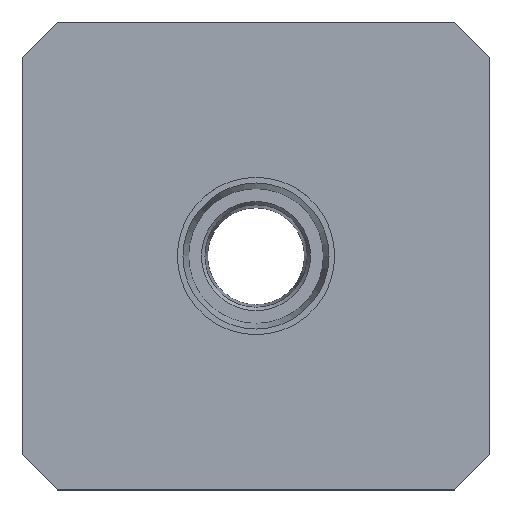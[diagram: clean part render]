
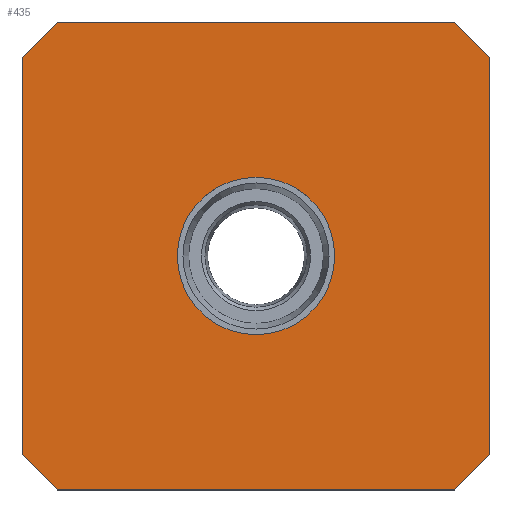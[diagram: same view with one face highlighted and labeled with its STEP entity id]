
A CAD part, top view. The second image highlights one B-rep face of the part: STEP entity #435.
In plain terms, the highlighted planar face has unit normal (0, 0, 1).
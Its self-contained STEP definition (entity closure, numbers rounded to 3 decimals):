
#29=LINE('',#641,#53);
#33=LINE('',#650,#57);
#36=LINE('',#656,#60);
#39=LINE('',#662,#63);
#42=LINE('',#668,#66);
#45=LINE('',#674,#69);
#48=LINE('',#680,#72);
#51=LINE('',#686,#75);
#53=VECTOR('',#512,1000.);
#57=VECTOR('',#518,1000.);
#60=VECTOR('',#523,1000.);
#63=VECTOR('',#528,1000.);
#66=VECTOR('',#533,1000.);
#69=VECTOR('',#538,1000.);
#72=VECTOR('',#543,1000.);
#75=VECTOR('',#548,1000.);
#91=PLANE('',#501);
#175=ORIENTED_EDGE('',*,*,#185,.F.);
#176=ORIENTED_EDGE('',*,*,#186,.T.);
#177=ORIENTED_EDGE('',*,*,#190,.T.);
#178=ORIENTED_EDGE('',*,*,#193,.T.);
#179=ORIENTED_EDGE('',*,*,#196,.T.);
#180=ORIENTED_EDGE('',*,*,#199,.T.);
#181=ORIENTED_EDGE('',*,*,#202,.T.);
#182=ORIENTED_EDGE('',*,*,#205,.T.);
#183=ORIENTED_EDGE('',*,*,#208,.T.);
#185=EDGE_CURVE('',#231,#231,#269,.T.);
#186=EDGE_CURVE('',#232,#233,#29,.T.);
#190=EDGE_CURVE('',#233,#236,#33,.T.);
#193=EDGE_CURVE('',#236,#238,#36,.T.);
#196=EDGE_CURVE('',#238,#240,#39,.T.);
#199=EDGE_CURVE('',#240,#242,#42,.T.);
#202=EDGE_CURVE('',#242,#244,#45,.T.);
#205=EDGE_CURVE('',#244,#246,#48,.T.);
#208=EDGE_CURVE('',#246,#232,#51,.T.);
#231=VERTEX_POINT('',#639);
#232=VERTEX_POINT('',#642);
#233=VERTEX_POINT('',#643);
#236=VERTEX_POINT('',#651);
#238=VERTEX_POINT('',#657);
#240=VERTEX_POINT('',#663);
#242=VERTEX_POINT('',#669);
#244=VERTEX_POINT('',#675);
#246=VERTEX_POINT('',#681);
#269=CIRCLE('',#451,55.5);
#342=EDGE_LOOP('',(#175));
#343=EDGE_LOOP('',(#176,#177,#178,#179,#180,#181,#182,#183));
#396=FACE_BOUND('',#342,.T.);
#397=FACE_BOUND('',#343,.T.);
#435=ADVANCED_FACE('',(#396,#397),#91,.T.);
#451=AXIS2_PLACEMENT_3D('',#638,#508,#509);
#501=AXIS2_PLACEMENT_3D('',#749,#632,#633);
#508=DIRECTION('',(0.,0.,1.));
#509=DIRECTION('',(1.,0.,0.));
#512=DIRECTION('',(0.,-1.,0.));
#518=DIRECTION('',(0.707,-0.707,0.));
#523=DIRECTION('',(1.,0.,0.));
#528=DIRECTION('',(0.707,0.707,0.));
#533=DIRECTION('',(0.,1.,0.));
#538=DIRECTION('',(-0.707,0.707,0.));
#543=DIRECTION('',(-1.,0.,0.));
#548=DIRECTION('',(-0.707,-0.707,0.));
#632=DIRECTION('',(0.,0.,1.));
#633=DIRECTION('',(1.,0.,0.));
#638=CARTESIAN_POINT('',(0.,0.,1.3));
#639=CARTESIAN_POINT('',(55.5,0.,1.3));
#641=CARTESIAN_POINT('',(-165.,140.251,1.3));
#642=CARTESIAN_POINT('',(-165.,140.251,1.3));
#643=CARTESIAN_POINT('',(-165.,-140.251,1.3));
#650=CARTESIAN_POINT('',(-165.,-140.251,1.3));
#651=CARTESIAN_POINT('',(-140.251,-165.,1.3));
#656=CARTESIAN_POINT('',(-140.251,-165.,1.3));
#657=CARTESIAN_POINT('',(140.251,-165.,1.3));
#662=CARTESIAN_POINT('',(140.251,-165.,1.3));
#663=CARTESIAN_POINT('',(165.,-140.251,1.3));
#668=CARTESIAN_POINT('',(165.,-140.251,1.3));
#669=CARTESIAN_POINT('',(165.,140.251,1.3));
#674=CARTESIAN_POINT('',(165.,140.251,1.3));
#675=CARTESIAN_POINT('',(140.251,165.,1.3));
#680=CARTESIAN_POINT('',(140.251,165.,1.3));
#681=CARTESIAN_POINT('',(-140.251,165.,1.3));
#686=CARTESIAN_POINT('',(-140.251,165.,1.3));
#749=CARTESIAN_POINT('',(170.,170.,1.3));
